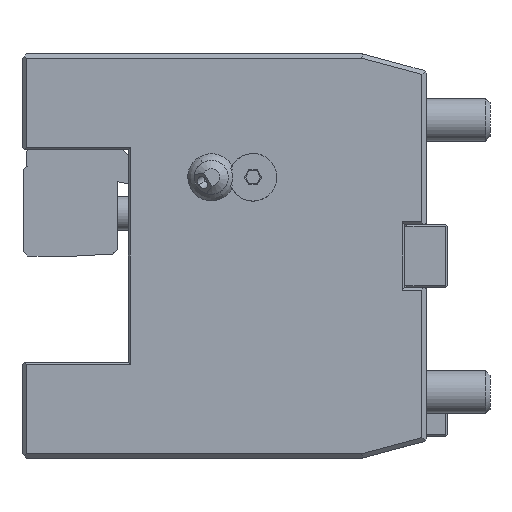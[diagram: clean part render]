
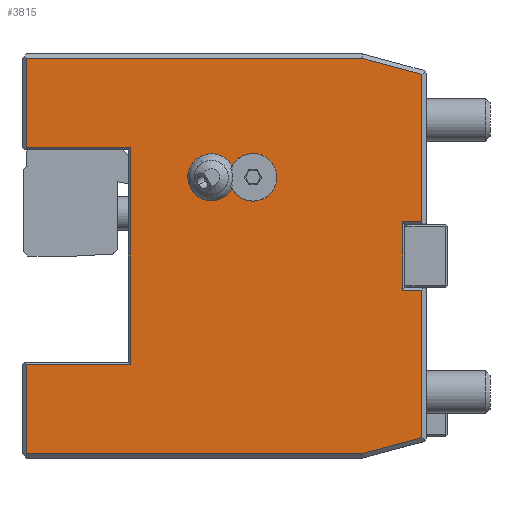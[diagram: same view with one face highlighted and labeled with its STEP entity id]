
A CAD part, left-side view. The second image highlights one B-rep face of the part: STEP entity #3815.
In plain terms, the highlighted planar face has unit normal (-1, 0, 0).
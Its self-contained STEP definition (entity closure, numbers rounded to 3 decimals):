
#276=DIRECTION('',(0.,0.,-1.));
#277=VECTOR('',#276,34.713);
#278=CARTESIAN_POINT('',(-50.,1.,-8.));
#279=LINE('',#278,#277);
#280=DIRECTION('',(0.,-0.966,0.259));
#281=VECTOR('',#280,14.63);
#282=CARTESIAN_POINT('',(-50.,15.132,-46.5));
#283=LINE('',#282,#281);
#284=DIRECTION('',(0.,-1.,0.));
#285=VECTOR('',#284,78.868);
#286=CARTESIAN_POINT('',(-50.,94.,-46.5));
#287=LINE('',#286,#285);
#288=DIRECTION('',(0.,0.,1.));
#289=VECTOR('',#288,21.);
#290=CARTESIAN_POINT('',(-50.,94.,-46.5));
#291=LINE('',#290,#289);
#292=DIRECTION('',(0.,1.,0.));
#293=VECTOR('',#292,24.5);
#294=CARTESIAN_POINT('',(-50.,69.5,-25.5));
#295=LINE('',#294,#293);
#296=DIRECTION('',(0.,0.,-1.));
#297=VECTOR('',#296,51.);
#298=CARTESIAN_POINT('',(-50.,69.5,25.5));
#299=LINE('',#298,#297);
#300=DIRECTION('',(0.,-1.,0.));
#301=VECTOR('',#300,24.5);
#302=CARTESIAN_POINT('',(-50.,94.,25.5));
#303=LINE('',#302,#301);
#304=DIRECTION('',(0.,0.,1.));
#305=VECTOR('',#304,21.);
#306=CARTESIAN_POINT('',(-50.,94.,25.5));
#307=LINE('',#306,#305);
#308=DIRECTION('',(0.,-1.,0.));
#309=VECTOR('',#308,78.868);
#310=CARTESIAN_POINT('',(-50.,94.,46.5));
#311=LINE('',#310,#309);
#312=DIRECTION('',(0.,0.966,0.259));
#313=VECTOR('',#312,14.63);
#314=CARTESIAN_POINT('',(-50.,1.,42.713));
#315=LINE('',#314,#313);
#316=DIRECTION('',(0.,0.,-1.));
#317=VECTOR('',#316,34.713);
#318=CARTESIAN_POINT('',(-50.,1.,42.713));
#319=LINE('',#318,#317);
#320=DIRECTION('',(0.,-1.,0.));
#321=VECTOR('',#320,4.5);
#322=CARTESIAN_POINT('',(-50.,5.5,8.));
#323=LINE('',#322,#321);
#324=DIRECTION('',(0.,0.,1.));
#325=VECTOR('',#324,16.);
#326=CARTESIAN_POINT('',(-50.,5.5,-8.));
#327=LINE('',#326,#325);
#328=DIRECTION('',(0.,1.,0.));
#329=VECTOR('',#328,4.5);
#330=CARTESIAN_POINT('',(-50.,1.,-8.));
#331=LINE('',#330,#329);
#332=CARTESIAN_POINT('',(-50.,50.5,18.5));
#333=DIRECTION('',(-1.,0.,0.));
#334=DIRECTION('',(0.,-0.964,0.265));
#335=AXIS2_PLACEMENT_3D('',#332,#333,#334);
#337=CARTESIAN_POINT('',(-50.,50.5,18.5));
#338=DIRECTION('',(-1.,0.,0.));
#339=DIRECTION('',(0.,0.524,0.852));
#340=AXIS2_PLACEMENT_3D('',#337,#338,#339);
#342=CARTESIAN_POINT('',(-50.,50.5,18.5));
#343=DIRECTION('',(-1.,0.,0.));
#344=DIRECTION('',(0.,-0.524,-0.852));
#345=AXIS2_PLACEMENT_3D('',#342,#343,#344);
#2036=CARTESIAN_POINT('',(-50.,40.7,18.5));
#2037=DIRECTION('',(1.,0.,0.));
#2038=DIRECTION('',(0.,0.95,0.312));
#2039=AXIS2_PLACEMENT_3D('',#2036,#2037,#2038);
#2066=CARTESIAN_POINT('',(-50.,45.166,17.035));
#2083=CARTESIAN_POINT('',(-50.,45.166,19.965));
#2984=CARTESIAN_POINT('',(-50.,5.5,8.));
#2986=VERTEX_POINT('',#2984);
#3004=CARTESIAN_POINT('',(-50.,5.5,-8.));
#3006=VERTEX_POINT('',#3004);
#3031=CARTESIAN_POINT('',(-50.,94.,25.5));
#3032=CARTESIAN_POINT('',(-50.,69.5,25.5));
#3033=VERTEX_POINT('',#3031);
#3034=VERTEX_POINT('',#3032);
#3035=CARTESIAN_POINT('',(-50.,69.5,-25.5));
#3036=VERTEX_POINT('',#3035);
#3039=CARTESIAN_POINT('',(-50.,94.,-25.5));
#3040=VERTEX_POINT('',#3039);
#3059=CARTESIAN_POINT('',(-50.,1.,-8.));
#3060=CARTESIAN_POINT('',(-50.,1.,-42.713));
#3061=VERTEX_POINT('',#3059);
#3062=VERTEX_POINT('',#3060);
#3071=CARTESIAN_POINT('',(-50.,1.,42.713));
#3072=CARTESIAN_POINT('',(-50.,15.132,46.5));
#3073=VERTEX_POINT('',#3071);
#3074=VERTEX_POINT('',#3072);
#3075=CARTESIAN_POINT('',(-50.,94.,46.5));
#3077=VERTEX_POINT('',#3075);
#3085=CARTESIAN_POINT('',(-50.,1.,8.));
#3086=VERTEX_POINT('',#3085);
#3091=CARTESIAN_POINT('',(-50.,15.132,-46.5));
#3092=VERTEX_POINT('',#3091);
#3097=CARTESIAN_POINT('',(-50.,94.,-46.5));
#3098=VERTEX_POINT('',#3097);
#3576=CARTESIAN_POINT('',(-50.,53.399,23.211));
#3577=CARTESIAN_POINT('',(-50.,47.601,13.789));
#3578=VERTEX_POINT('',#3576);
#3579=VERTEX_POINT('',#3577);
#3626=VERTEX_POINT('',#2083);
#3627=VERTEX_POINT('',#2066);
#3771=CARTESIAN_POINT('',(-50.,0.,-47.5));
#3772=DIRECTION('',(-1.,0.,0.));
#3773=DIRECTION('',(0.,0.,1.));
#3774=AXIS2_PLACEMENT_3D('',#3771,#3772,#3773);
#3775=PLANE('',#3774);
#3776=ORIENTED_EDGE('',*,*,#3757,.T.);
#3778=ORIENTED_EDGE('',*,*,#3777,.F.);
#3780=ORIENTED_EDGE('',*,*,#3779,.F.);
#3782=ORIENTED_EDGE('',*,*,#3781,.T.);
#3784=ORIENTED_EDGE('',*,*,#3783,.F.);
#3786=ORIENTED_EDGE('',*,*,#3785,.F.);
#3788=ORIENTED_EDGE('',*,*,#3787,.F.);
#3790=ORIENTED_EDGE('',*,*,#3789,.T.);
#3792=ORIENTED_EDGE('',*,*,#3791,.T.);
#3794=ORIENTED_EDGE('',*,*,#3793,.F.);
#3796=ORIENTED_EDGE('',*,*,#3795,.T.);
#3798=ORIENTED_EDGE('',*,*,#3797,.F.);
#3800=ORIENTED_EDGE('',*,*,#3799,.F.);
#3802=ORIENTED_EDGE('',*,*,#3801,.F.);
#3803=EDGE_LOOP('',(#3776,#3778,#3780,#3782,#3784,#3786,#3788,#3790,#3792,#3794,
#3796,#3798,#3800,#3802));
#3804=FACE_OUTER_BOUND('',#3803,.F.);
#3806=ORIENTED_EDGE('',*,*,#3805,.F.);
#3808=ORIENTED_EDGE('',*,*,#3807,.T.);
#3810=ORIENTED_EDGE('',*,*,#3809,.T.);
#3812=ORIENTED_EDGE('',*,*,#3811,.T.);
#3813=EDGE_LOOP('',(#3806,#3808,#3810,#3812));
#3814=FACE_BOUND('',#3813,.F.);
#336=CIRCLE('',#335,5.531);
#341=CIRCLE('',#340,5.531);
#346=CIRCLE('',#345,5.531);
#2040=CIRCLE('',#2039,4.7);
#3757=EDGE_CURVE('',#3061,#3062,#279,.T.);
#3777=EDGE_CURVE('',#3092,#3062,#283,.T.);
#3779=EDGE_CURVE('',#3098,#3092,#287,.T.);
#3781=EDGE_CURVE('',#3098,#3040,#291,.T.);
#3783=EDGE_CURVE('',#3036,#3040,#295,.T.);
#3785=EDGE_CURVE('',#3034,#3036,#299,.T.);
#3787=EDGE_CURVE('',#3033,#3034,#303,.T.);
#3789=EDGE_CURVE('',#3033,#3077,#307,.T.);
#3791=EDGE_CURVE('',#3077,#3074,#311,.T.);
#3793=EDGE_CURVE('',#3073,#3074,#315,.T.);
#3795=EDGE_CURVE('',#3073,#3086,#319,.T.);
#3797=EDGE_CURVE('',#2986,#3086,#323,.T.);
#3799=EDGE_CURVE('',#3006,#2986,#327,.T.);
#3801=EDGE_CURVE('',#3061,#3006,#331,.T.);
#3805=EDGE_CURVE('',#3626,#3627,#2040,.T.);
#3807=EDGE_CURVE('',#3626,#3578,#336,.T.);
#3809=EDGE_CURVE('',#3578,#3579,#341,.T.);
#3811=EDGE_CURVE('',#3579,#3627,#346,.T.);
#3815=ADVANCED_FACE('',(#3804,#3814),#3775,.T.);
